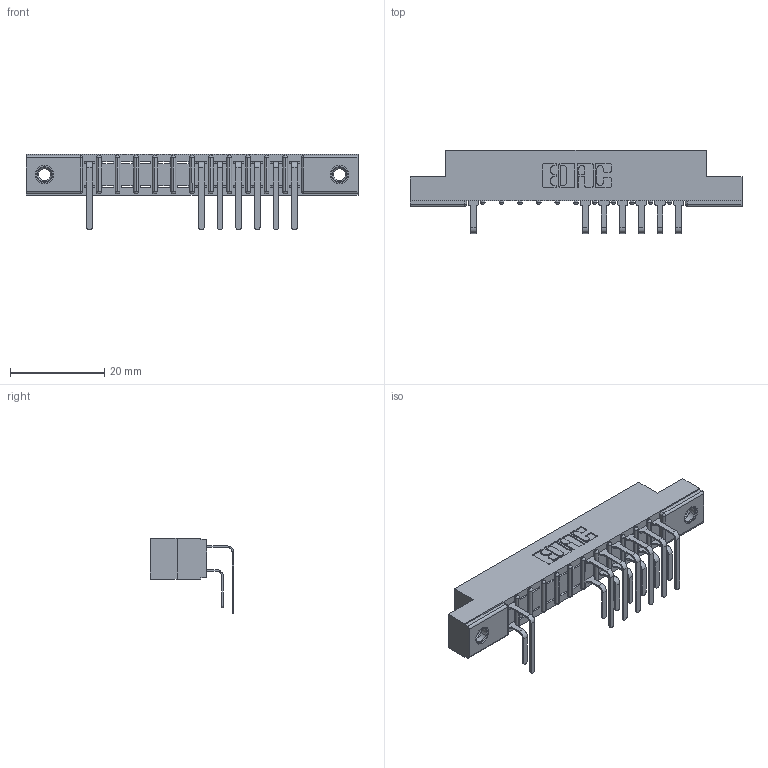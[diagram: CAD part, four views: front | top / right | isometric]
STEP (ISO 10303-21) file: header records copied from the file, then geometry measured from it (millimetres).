
FILE_DESCRIPTION (( 'STEP AP203' ), '1' );
FILE_NAME ('307-012-559-107.STEP', '2018-08-02T22:34:57', ( '' ), ( '' ), 'SwSTEP 2.0', 'SolidWorks 2016', '' );
FILE_SCHEMA (( 'CONFIG_CONTROL_DESIGN' ));
Length unit declared in the file: inch
Products named in the file (5): 307-012-559-107; 307 Part_.156 Dia Mounting Holes; 307-290-001_558 559 - 1 (Single); 307-290-001_559 - 2 (Single); 345-250-001_345-250-005-103
Assembly tree (17 placements, depth 2):
  307-012-559-107
    307 Part_.156 Dia Mounting Holes
    307-290-001_558 559 - 1 (Single)  x7
    307-290-001_559 - 2 (Single)  x7
    345-250-001_345-250-005-103  x2
Bounding box: 70.56 x 17.69 x 16.08 mm (x, y, z)
Volume: 4535.7 mm3; surface area: 7112.5 mm2
Topology: 17 solids, 17 shells, 991 faces, 2767 edges, 1782 vertices
Faces by surface type: plane 624, cylinder 325, sphere 26, cone 12, torus 4
Entity records: 16682 total; most frequent: CARTESIAN_POINT 2767, ORIENTED_EDGE 2742, DIRECTION 2721, EDGE_CURVE 1371, LINE 1037, VECTOR 1037, VERTEX_POINT 888, AXIS2_PLACEMENT_3D 842
